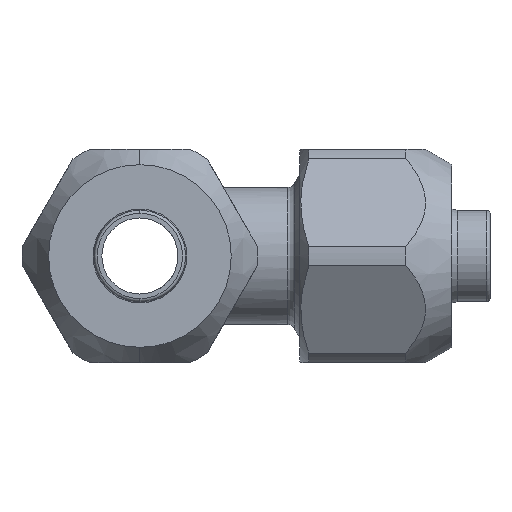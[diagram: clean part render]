
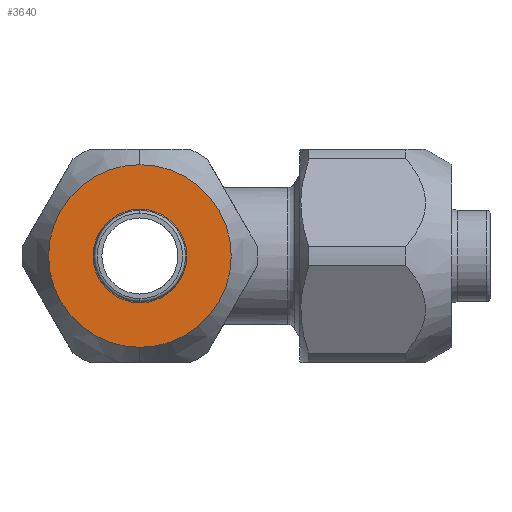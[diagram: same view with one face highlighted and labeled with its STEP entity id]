
A CAD part, left-side view. The second image highlights one B-rep face of the part: STEP entity #3640.
In plain terms, the highlighted planar face has unit normal (-1, 0, 0).
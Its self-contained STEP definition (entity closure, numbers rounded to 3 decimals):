
#382 = DIRECTION ( 'NONE',  ( -1., 0., 0. ) ) ;
#387 = DIRECTION ( 'NONE',  ( 0., -1., 0. ) ) ;
#391 = CARTESIAN_POINT ( 'NONE',  ( -20.5, 0., 0. ) ) ;
#526 = PLANE ( 'NONE',  #2211 ) ;
#527 = CARTESIAN_POINT ( 'NONE',  ( -20.5, 6., 0. ) ) ;
#558 = DIRECTION ( 'NONE',  ( 0., 0., 1. ) ) ;
#559 = DIRECTION ( 'NONE',  ( -1., 0., 0. ) ) ;
#747 = VERTEX_POINT ( 'NONE', #3478 ) ;
#903 = DIRECTION ( 'NONE',  ( 0., 0., -1. ) ) ;
#925 = DIRECTION ( 'NONE',  ( 1., 0., 0. ) ) ;
#971 = CARTESIAN_POINT ( 'NONE',  ( -20.5, 0., 0. ) ) ;
#1069 = ORIENTED_EDGE ( 'NONE', *, *, #3780, .F. ) ;
#1076 = ORIENTED_EDGE ( 'NONE', *, *, #3789, .F. ) ;
#1079 = ORIENTED_EDGE ( 'NONE', *, *, #3545, .F. ) ;
#1154 = ORIENTED_EDGE ( 'NONE', *, *, #1470, .F. ) ;
#1470 = EDGE_CURVE ( 'NONE', #3147, #3254, #2134, .T. ) ;
#1894 = CIRCLE ( 'NONE', #1899, 3.075 ) ;
#1896 = AXIS2_PLACEMENT_3D ( 'NONE', #391, #382, #387 ) ;
#1899 = AXIS2_PLACEMENT_3D ( 'NONE', #2489, #2488, #2487 ) ;
#1913 = CIRCLE ( 'NONE', #1896, 3.075 ) ;
#2134 = CIRCLE ( 'NONE', #2135, 6. ) ;
#2135 = AXIS2_PLACEMENT_3D ( 'NONE', #3283, #3426, #3462 ) ;
#2175 = AXIS2_PLACEMENT_3D ( 'NONE', #971, #925, #903 ) ;
#2177 = CIRCLE ( 'NONE', #2175, 6. ) ;
#2211 = AXIS2_PLACEMENT_3D ( 'NONE', #527, #559, #558 ) ;
#2487 = DIRECTION ( 'NONE',  ( 0., -1., 0. ) ) ;
#2488 = DIRECTION ( 'NONE',  ( -1., 0., 0. ) ) ;
#2489 = CARTESIAN_POINT ( 'NONE',  ( -20.5, 0., 0. ) ) ;
#3112 = VERTEX_POINT ( 'NONE', #3416 ) ;
#3147 = VERTEX_POINT ( 'NONE', #3366 ) ;
#3173 = EDGE_LOOP ( 'NONE', ( #1069, #1076 ) ) ;
#3195 = EDGE_LOOP ( 'NONE', ( #1154, #1079 ) ) ;
#3254 = VERTEX_POINT ( 'NONE', #3515 ) ;
#3283 = CARTESIAN_POINT ( 'NONE',  ( -20.5, 0., 0. ) ) ;
#3366 = CARTESIAN_POINT ( 'NONE',  ( -20.5, 0., -6. ) ) ;
#3416 = CARTESIAN_POINT ( 'NONE',  ( -20.5, 0., -3.075 ) ) ;
#3426 = DIRECTION ( 'NONE',  ( 1., 0., 0. ) ) ;
#3462 = DIRECTION ( 'NONE',  ( 0., 0., -1. ) ) ;
#3478 = CARTESIAN_POINT ( 'NONE',  ( -20.5, 0., 3.075 ) ) ;
#3515 = CARTESIAN_POINT ( 'NONE',  ( -20.5, 0., 6. ) ) ;
#3545 = EDGE_CURVE ( 'NONE', #3254, #3147, #2177, .T. ) ;
#3640 = ADVANCED_FACE ( 'NONE', ( #4001, #3949 ), #526, .T. ) ;
#3780 = EDGE_CURVE ( 'NONE', #747, #3112, #1894, .T. ) ;
#3789 = EDGE_CURVE ( 'NONE', #3112, #747, #1913, .T. ) ;
#3949 = FACE_OUTER_BOUND ( 'NONE', #3195, .T. ) ;
#4001 = FACE_BOUND ( 'NONE', #3173, .T. ) ;
